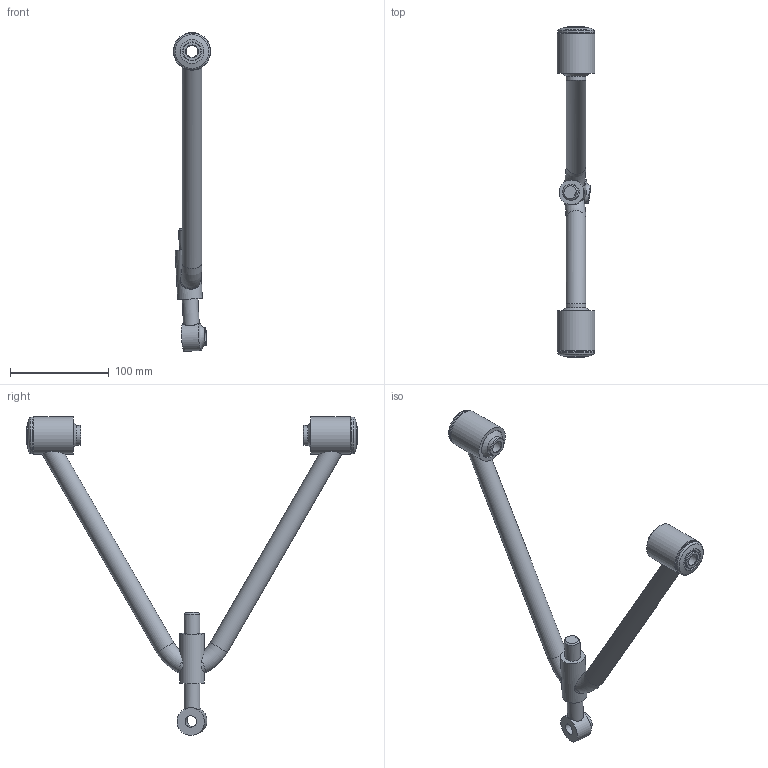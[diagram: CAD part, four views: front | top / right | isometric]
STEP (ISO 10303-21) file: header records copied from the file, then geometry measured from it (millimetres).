
FILE_DESCRIPTION(/* description */ (''),/* implementation_level */ '2;1');
FILE_NAME(/* name */ 'BRACCIO_SOSP_ANT_SX__ASM_5_MIR_ASM.stp',/* time_stamp */ '2016-06-02T11:17:02+02:00',/* author */ (''),/* organization */ (''),/* preprocessor_version */ 'ST-DEVELOPER v16.5',/* originating_system */ 'Autodesk Translation Framework v5.0.0.3310',/* authorisation */ '');
FILE_SCHEMA (('AUTOMOTIVE_DESIGN { 1 0 10303 214 3 1 1 }'));
Length unit declared in the file: centimetre
Products named in the file (8): BRACCIO_SOSP_ANT_SX__ASM_5_MIR_ASM; BRACCIO_SOSP_ANT__ASM_5_MIR_ASM; BOCC_SIL-BLOCK_BRACC_SOS_1_MIR; BOCC_TEST_BRACC_SOSP__2_MIR; TUB_SX_BRACCIO_SOSP_ANT__2_MIR; TUB_DX_BRACCIO_SOSP_ANT__23_MIR; PRT0014_MIR; BOCC_CONICA_BRACC_SOSP__2_MIR
Assembly tree (9 placements, depth 3):
  BRACCIO_SOSP_ANT_SX__ASM_5_MIR_ASM
    BRACCIO_SOSP_ANT__ASM_5_MIR_ASM
      BOCC_SIL-BLOCK_BRACC_SOS_1_MIR  x2
      BOCC_TEST_BRACC_SOSP__2_MIR
      TUB_SX_BRACCIO_SOSP_ANT__2_MIR
      TUB_DX_BRACCIO_SOSP_ANT__23_MIR
      PRT0014_MIR  x2
    BOCC_CONICA_BRACC_SOSP__2_MIR
Bounding box: 38 x 334.6 x 322.43 mm (x, y, z)
Volume: 241694.5 mm3; surface area: 120731.8 mm2
Topology: 8 solids, 12 shells, 87 faces, 195 edges, 129 vertices
Faces by surface type: cylinder 39, plane 21, cone 18, torus 9
Full cylindrical faces by diameter (mm): 3 x1, 12 x4, 16 x2, 19 x2, 20 x4, 24 x2, 25 x3, 28 x1, 29.359 x4, 30 x2, 32.124 x2, 37 x2, 38 x4
Entity records: 2079 total; most frequent: CARTESIAN_POINT 768, DIRECTION 270, ORIENTED_EDGE 154, AXIS2_PLACEMENT_3D 130, EDGE_LOOP 119, EDGE_CURVE 83, VERTEX_POINT 76, FACE_OUTER_BOUND 61
